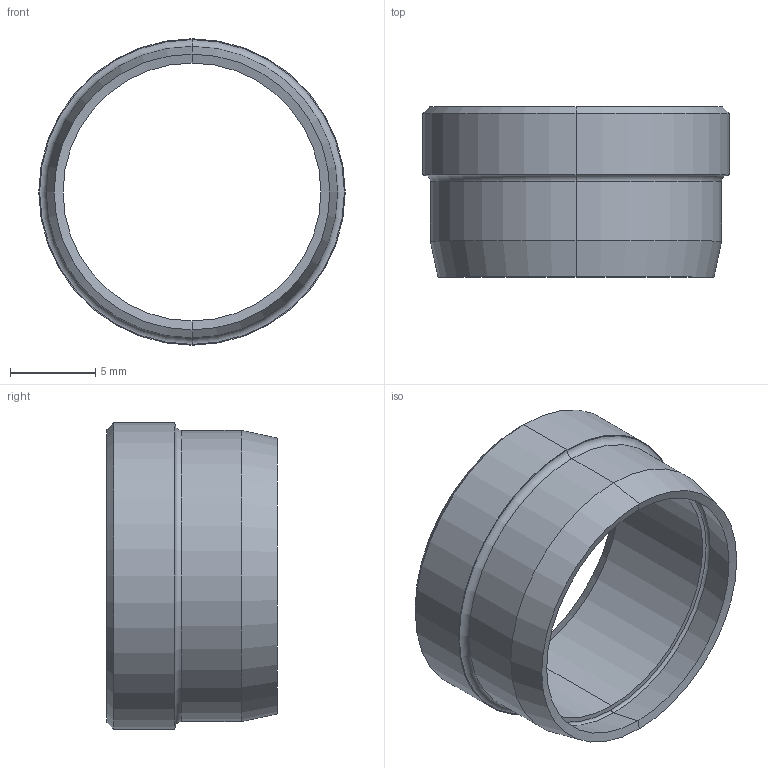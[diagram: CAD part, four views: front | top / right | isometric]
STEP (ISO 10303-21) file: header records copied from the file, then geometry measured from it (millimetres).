
FILE_DESCRIPTION (( 'STEP AP203' ), '1' );
FILE_NAME ('03120080.STEP', '2011-11-07T09:48:18', ( '' ), ( 'sopra-pneumatic' ), 'SwSTEP 2.0', 'SolidWorks 2011', '' );
FILE_SCHEMA (( 'CONFIG_CONTROL_DESIGN' ));
Length unit declared in the file: millimetre
Products named in the file (1): 03120080
Bounding box: 18 x 10 x 18 mm (x, y, z)
Volume: 532.3 mm3; surface area: 1130.3 mm2
Topology: 1 solids, 1 shells, 23 faces, 46 edges, 26 vertices
Faces by surface type: cone 10, cylinder 6, torus 4, plane 3
Entity records: 679 total; most frequent: DIRECTION 124, CARTESIAN_POINT 96, ORIENTED_EDGE 92, AXIS2_PLACEMENT_3D 54, EDGE_CURVE 46, CIRCLE 30, EDGE_LOOP 26, VERTEX_POINT 26
